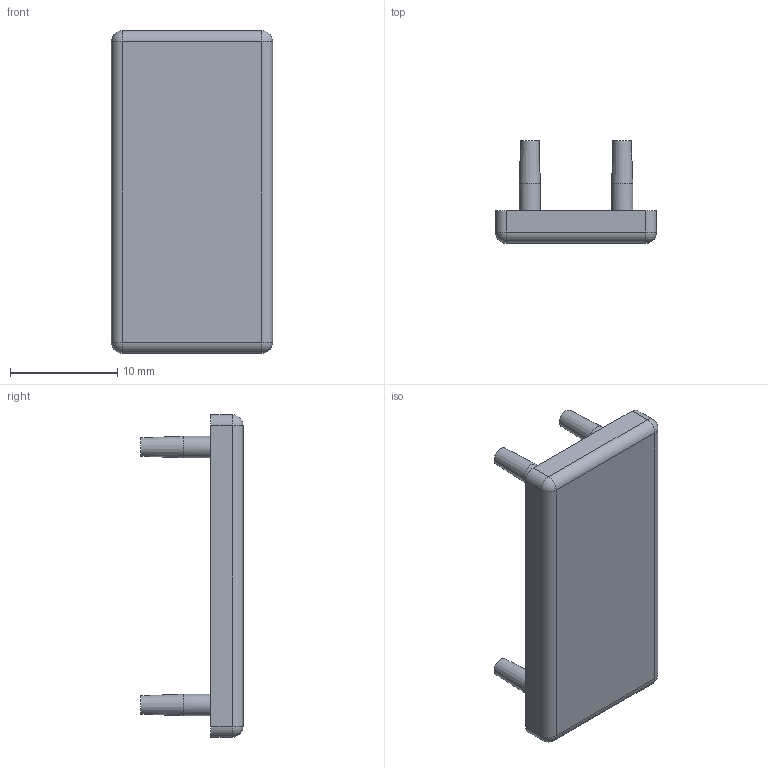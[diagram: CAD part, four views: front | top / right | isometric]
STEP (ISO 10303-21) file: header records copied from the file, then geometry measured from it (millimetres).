
FILE_DESCRIPTION(/* description */ ('Tappo 15x30'),/* implementation_level */ '2;1');
FILE_NAME(/* name */ 'CC15-30.stp',/* time_stamp */ '2022-06-17T14:04:26+02:00',/* author */ ('USER'),/* organization */ ('Microsoft'),/* preprocessor_version */ 'ST-DEVELOPER v18.1',/* originating_system */ 'Autodesk Inventor 2021',/* authorisation */ '');
FILE_SCHEMA (('AUTOMOTIVE_DESIGN { 1 0 10303 214 3 1 1 }'));
Length unit declared in the file: millimetre
Products named in the file (1): CC15-30
Bounding box: 15 x 9.5 x 30 mm (x, y, z)
Volume: 937.2 mm3; surface area: 1436 mm2
Topology: 1 solids, 1 shells, 47 faces, 108 edges, 64 vertices
Faces by surface type: plane 27, cylinder 12, cone 4, sphere 4
Full cylindrical faces by diameter (mm): 2 x4
Entity records: 1327 total; most frequent: DIRECTION 236, CARTESIAN_POINT 216, ORIENTED_EDGE 208, EDGE_CURVE 104, AXIS2_PLACEMENT_3D 84, LINE 68, VECTOR 68, VERTEX_POINT 64
